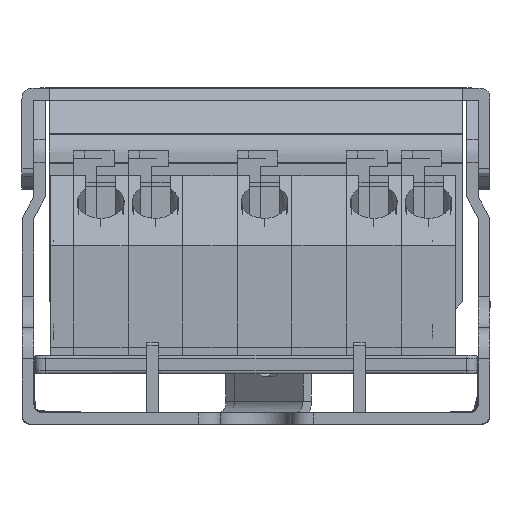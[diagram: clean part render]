
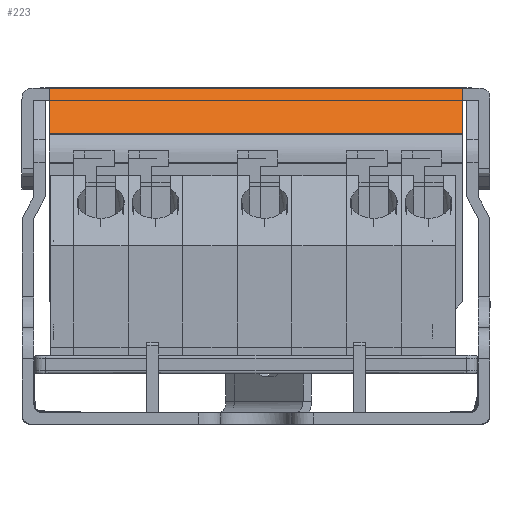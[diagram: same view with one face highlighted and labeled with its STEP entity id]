
A CAD part, left-side view. The second image highlights one B-rep face of the part: STEP entity #223.
In plain terms, the highlighted planar face has unit normal (-0.731, 0, 0.682).
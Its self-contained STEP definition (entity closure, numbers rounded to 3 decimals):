
#223=ADVANCED_FACE('',(#811),#9167,.T.);
#811=FACE_OUTER_BOUND('',#1411,.T.);
#1411=EDGE_LOOP('',(#2757,#2758,#2759,#2760));
#2757=ORIENTED_EDGE('',*,*,#5386,.T.);
#2758=ORIENTED_EDGE('',*,*,#5387,.F.);
#2759=ORIENTED_EDGE('',*,*,#5308,.F.);
#2760=ORIENTED_EDGE('',*,*,#5388,.F.);
#5308=EDGE_CURVE('',#8252,#8253,#6941,.T.);
#5386=EDGE_CURVE('',#8305,#8306,#7019,.T.);
#5387=EDGE_CURVE('',#8253,#8306,#7020,.T.);
#5388=EDGE_CURVE('',#8305,#8252,#7021,.T.);
#6941=B_SPLINE_CURVE_WITH_KNOTS('',1,(#14003,#14004),.UNSPECIFIED.,.F.,
 .F.,(2,2),(0.,26.5),.UNSPECIFIED.);
#7019=B_SPLINE_CURVE_WITH_KNOTS('',1,(#14188,#14189),.UNSPECIFIED.,.F.,
 .F.,(2,2),(0.,26.5),.UNSPECIFIED.);
#7020=B_SPLINE_CURVE_WITH_KNOTS('',1,(#14190,#14191),.UNSPECIFIED.,.F.,
 .F.,(2,2),(-4.055,0.),.UNSPECIFIED.);
#7021=B_SPLINE_CURVE_WITH_KNOTS('',1,(#14192,#14193),.UNSPECIFIED.,.F.,
 .F.,(2,2),(-4.055,0.),.UNSPECIFIED.);
#8252=VERTEX_POINT('',#13907);
#8253=VERTEX_POINT('',#13908);
#8305=VERTEX_POINT('',#13960);
#8306=VERTEX_POINT('',#13961);
#9167=PLANE('',#9683);
#9683=AXIS2_PLACEMENT_3D('',#13745,#10099,$);
#10099=DIRECTION('',(-0.731,0.,0.682));
#13745=CARTESIAN_POINT('',(-112.5,136.052,17.8));
#13907=CARTESIAN_POINT('',(-109.,162.552,21.55));
#13908=CARTESIAN_POINT('',(-109.,136.052,21.55));
#13960=CARTESIAN_POINT('',(-111.767,162.552,18.586));
#13961=CARTESIAN_POINT('',(-111.767,136.052,18.586));
#14003=CARTESIAN_POINT('',(-109.,162.552,21.55));
#14004=CARTESIAN_POINT('',(-109.,136.052,21.55));
#14188=CARTESIAN_POINT('',(-111.767,162.552,18.586));
#14189=CARTESIAN_POINT('',(-111.767,136.052,18.586));
#14190=CARTESIAN_POINT('',(-109.,136.052,21.55));
#14191=CARTESIAN_POINT('',(-111.767,136.052,18.586));
#14192=CARTESIAN_POINT('',(-111.767,162.552,18.586));
#14193=CARTESIAN_POINT('',(-109.,162.552,21.55));
